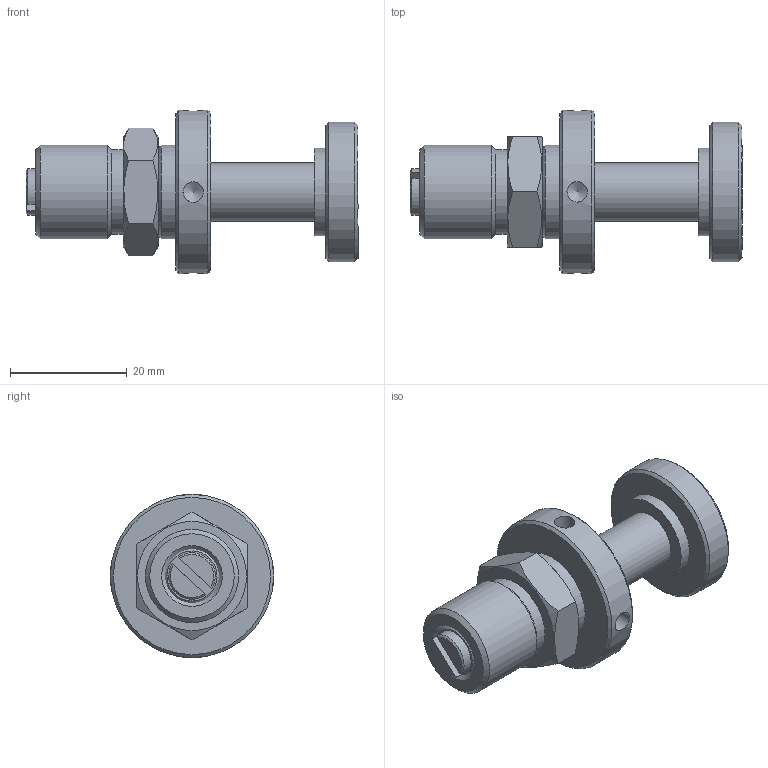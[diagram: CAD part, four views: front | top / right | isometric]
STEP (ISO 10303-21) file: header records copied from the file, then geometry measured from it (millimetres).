
FILE_DESCRIPTION(/* description */ (''),/* implementation_level */ '2;1');
FILE_NAME(/* name */ '06_Ножка оптической плиты.stp',/* time_stamp */ '2024-11-13T10:48:10+03:00',/* author */ ('asidnin'),/* organization */ (''),/* preprocessor_version */ 'ST-DEVELOPER v18',/* originating_system */ 'Autodesk Inventor 2020',/* authorisation */ '');
FILE_SCHEMA (('AUTOMOTIVE_DESIGN { 1 0 10303 214 3 1 1 }'));
Length unit declared in the file: millimetre
Products named in the file (4): Ножка плит в 
сборе; Ножка; Контргайка ножки; Гайка ножки
Assembly tree (3 placements, depth 2):
  Ножка плит в 
сборе
    Ножка
    Контргайка ножки
    Гайка ножки
Bounding box: 56.99 x 28 x 28 mm (x, y, z)
Volume: 13663.3 mm3; surface area: 7343.8 mm2
Topology: 3 solids, 3 shells, 54 faces, 128 edges, 84 vertices
Faces by surface type: cone 20, plane 19, cylinder 15
Full cylindrical faces by diameter (mm): 3.5 x4, 8.917 x2, 10 x1, 14.5 x1, 15 x1, 16 x2, 24 x1, 28 x1
Entity records: 1799 total; most frequent: CARTESIAN_POINT 444, DIRECTION 266, ORIENTED_EDGE 246, EDGE_CURVE 123, AXIS2_PLACEMENT_3D 110, VERTEX_POINT 84, EDGE_LOOP 67, FACE_OUTER_BOUND 54
